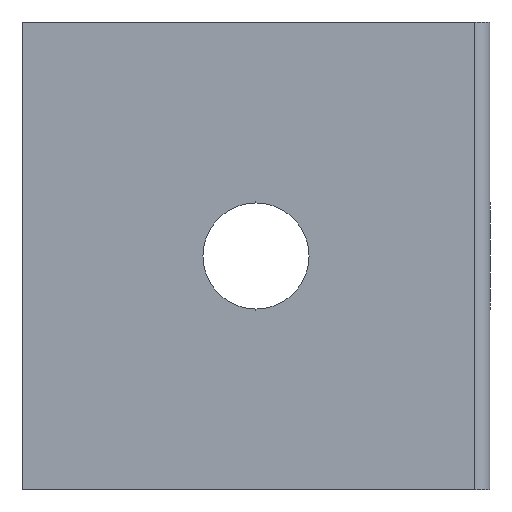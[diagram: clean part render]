
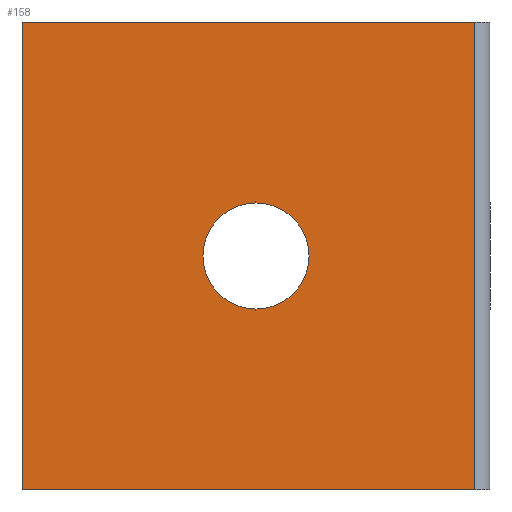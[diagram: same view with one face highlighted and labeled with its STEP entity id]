
A CAD part, left-side view. The second image highlights one B-rep face of the part: STEP entity #158.
In plain terms, the highlighted planar face has unit normal (-1, 0, 0).
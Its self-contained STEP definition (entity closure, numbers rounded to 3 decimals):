
#2 = ORIENTED_EDGE ( 'NONE', *, *, #170, .F. ) ;
#9 = DIRECTION ( 'NONE',  ( 0., 0., -1. ) ) ;
#14 = DIRECTION ( 'NONE',  ( 0., 0., -1. ) ) ;
#25 = VECTOR ( 'NONE', #318, 1000. ) ;
#30 = LINE ( 'NONE', #97, #345 ) ;
#37 = VECTOR ( 'NONE', #14, 1000. ) ;
#41 = CARTESIAN_POINT ( 'NONE',  ( 0., 1., 15. ) ) ;
#48 = CARTESIAN_POINT ( 'NONE',  ( 0., 30., 15. ) ) ;
#52 = EDGE_CURVE ( 'NONE', #68, #388, #30, .T. ) ;
#66 = EDGE_LOOP ( 'NONE', ( #252, #187, #281, #2 ) ) ;
#68 = VERTEX_POINT ( 'NONE', #336 ) ;
#97 = CARTESIAN_POINT ( 'NONE',  ( 0., 0., 15. ) ) ;
#113 = DIRECTION ( 'NONE',  ( -1., 0., 0. ) ) ;
#122 = EDGE_CURVE ( 'NONE', #183, #316, #191, .T. ) ;
#136 = ORIENTED_EDGE ( 'NONE', *, *, #245, .F. ) ;
#140 = VECTOR ( 'NONE', #439, 1000. ) ;
#149 = EDGE_CURVE ( 'NONE', #390, #198, #313, .T. ) ;
#152 = AXIS2_PLACEMENT_3D ( 'NONE', #429, #265, #360 ) ;
#158 = ADVANCED_FACE ( 'NONE', ( #416, #373 ), #230, .F. ) ;
#166 = CARTESIAN_POINT ( 'NONE',  ( 0., 15., -3.4 ) ) ;
#170 = EDGE_CURVE ( 'NONE', #388, #183, #284, .T. ) ;
#183 = VERTEX_POINT ( 'NONE', #361 ) ;
#185 = LINE ( 'NONE', #48, #140 ) ;
#186 = ORIENTED_EDGE ( 'NONE', *, *, #149, .F. ) ;
#187 = ORIENTED_EDGE ( 'NONE', *, *, #296, .F. ) ;
#191 = LINE ( 'NONE', #212, #25 ) ;
#192 = DIRECTION ( 'NONE',  ( 0., 0., -1. ) ) ;
#198 = VERTEX_POINT ( 'NONE', #419 ) ;
#199 = CARTESIAN_POINT ( 'NONE',  ( 0., 1., 15. ) ) ;
#206 = DIRECTION ( 'NONE',  ( 0., -1., 0. ) ) ;
#212 = CARTESIAN_POINT ( 'NONE',  ( 0., 0., -15. ) ) ;
#223 = DIRECTION ( 'NONE',  ( 1., 0., 0. ) ) ;
#230 = PLANE ( 'NONE',  #270 ) ;
#245 = EDGE_CURVE ( 'NONE', #198, #390, #301, .T. ) ;
#252 = ORIENTED_EDGE ( 'NONE', *, *, #52, .F. ) ;
#253 = EDGE_LOOP ( 'NONE', ( #186, #136 ) ) ;
#265 = DIRECTION ( 'NONE',  ( -1., 0., 0. ) ) ;
#270 = AXIS2_PLACEMENT_3D ( 'NONE', #386, #223, #9 ) ;
#281 = ORIENTED_EDGE ( 'NONE', *, *, #122, .F. ) ;
#284 = LINE ( 'NONE', #41, #37 ) ;
#296 = EDGE_CURVE ( 'NONE', #316, #68, #185, .T. ) ;
#301 = CIRCLE ( 'NONE', #378, 3.4 ) ;
#313 = CIRCLE ( 'NONE', #152, 3.4 ) ;
#316 = VERTEX_POINT ( 'NONE', #331 ) ;
#318 = DIRECTION ( 'NONE',  ( 0., 1., 0. ) ) ;
#329 = CARTESIAN_POINT ( 'NONE',  ( 0., 15., 0. ) ) ;
#331 = CARTESIAN_POINT ( 'NONE',  ( 0., 30., -15. ) ) ;
#336 = CARTESIAN_POINT ( 'NONE',  ( 0., 30., 15. ) ) ;
#345 = VECTOR ( 'NONE', #206, 1000. ) ;
#360 = DIRECTION ( 'NONE',  ( 0., 0., -1. ) ) ;
#361 = CARTESIAN_POINT ( 'NONE',  ( 0., 1., -15. ) ) ;
#373 = FACE_BOUND ( 'NONE', #253, .T. ) ;
#378 = AXIS2_PLACEMENT_3D ( 'NONE', #329, #113, #192 ) ;
#386 = CARTESIAN_POINT ( 'NONE',  ( 0., 0., 15. ) ) ;
#388 = VERTEX_POINT ( 'NONE', #199 ) ;
#390 = VERTEX_POINT ( 'NONE', #166 ) ;
#416 = FACE_OUTER_BOUND ( 'NONE', #66, .T. ) ;
#419 = CARTESIAN_POINT ( 'NONE',  ( 0., 15., 3.4 ) ) ;
#429 = CARTESIAN_POINT ( 'NONE',  ( 0., 15., 0. ) ) ;
#439 = DIRECTION ( 'NONE',  ( 0., 0., 1. ) ) ;
